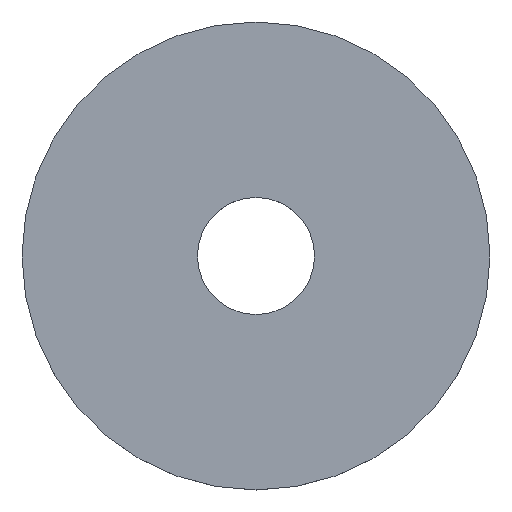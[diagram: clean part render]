
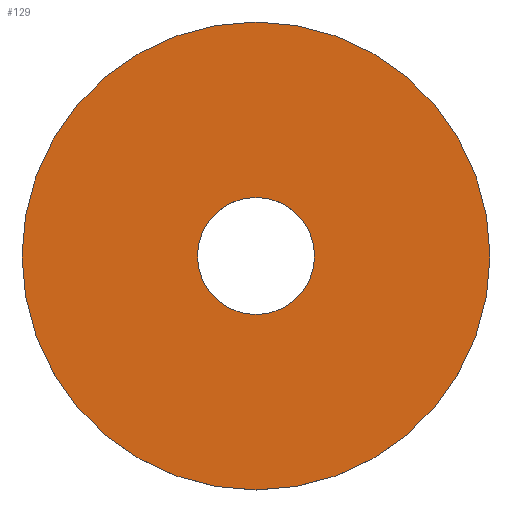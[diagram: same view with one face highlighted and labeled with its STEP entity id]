
A CAD part, top view. The second image highlights one B-rep face of the part: STEP entity #129.
In plain terms, the highlighted planar face has unit normal (0, 0, 1).
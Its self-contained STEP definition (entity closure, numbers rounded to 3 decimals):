
#7 = CIRCLE ( 'NONE', #17, 2.5 ) ;
#17 = AXIS2_PLACEMENT_3D ( 'NONE', #37, #156, #21 ) ;
#18 = ORIENTED_EDGE ( 'NONE', *, *, #25, .T. ) ;
#21 = DIRECTION ( 'NONE',  ( 0., 1., 0. ) ) ;
#23 = PLANE ( 'NONE',  #138 ) ;
#25 = EDGE_CURVE ( 'NONE', #113, #113, #7, .T. ) ;
#36 = EDGE_CURVE ( 'NONE', #97, #97, #62, .T. ) ;
#37 = CARTESIAN_POINT ( 'NONE',  ( 0., 0., 0.9 ) ) ;
#38 = FACE_BOUND ( 'NONE', #106, .T. ) ;
#41 = CARTESIAN_POINT ( 'NONE',  ( 0., 2.5, 0.9 ) ) ;
#47 = DIRECTION ( 'NONE',  ( 0., 0., -1. ) ) ;
#51 = AXIS2_PLACEMENT_3D ( 'NONE', #82, #47, #118 ) ;
#62 = CIRCLE ( 'NONE', #51, 10. ) ;
#68 = DIRECTION ( 'NONE',  ( 0., 0., 1. ) ) ;
#70 = CARTESIAN_POINT ( 'NONE',  ( 0., 2.5, 0.9 ) ) ;
#82 = CARTESIAN_POINT ( 'NONE',  ( 0., 0., 0.9 ) ) ;
#83 = FACE_OUTER_BOUND ( 'NONE', #158, .T. ) ;
#97 = VERTEX_POINT ( 'NONE', #148 ) ;
#106 = EDGE_LOOP ( 'NONE', ( #18 ) ) ;
#113 = VERTEX_POINT ( 'NONE', #41 ) ;
#118 = DIRECTION ( 'NONE',  ( 0., 1., 0. ) ) ;
#129 = ADVANCED_FACE ( 'NONE', ( #38, #83 ), #23, .T. ) ;
#132 = DIRECTION ( 'NONE',  ( 0., -1., 0. ) ) ;
#138 = AXIS2_PLACEMENT_3D ( 'NONE', #70, #68, #132 ) ;
#147 = ORIENTED_EDGE ( 'NONE', *, *, #36, .F. ) ;
#148 = CARTESIAN_POINT ( 'NONE',  ( 0., 10., 0.9 ) ) ;
#156 = DIRECTION ( 'NONE',  ( 0., 0., -1. ) ) ;
#158 = EDGE_LOOP ( 'NONE', ( #147 ) ) ;
